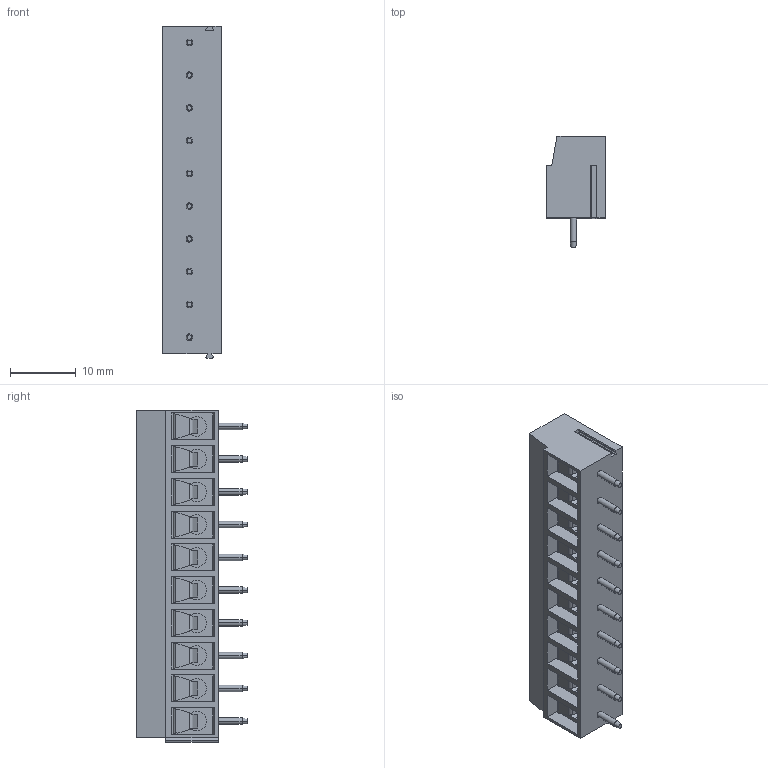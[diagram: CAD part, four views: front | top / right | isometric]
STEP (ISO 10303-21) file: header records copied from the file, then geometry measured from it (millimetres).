
FILE_DESCRIPTION((''),'2;1');
FILE_NAME('PRT0050','2024-10-19T',('yanfa'),(''),'PRO/ENGINEER BY PARAMETRIC TECHNOLOGY CORPORATION, 2009280','PRO/ENGINEER BY PARAMETRIC TECHNOLOGY CORPORATION, 2009280','');
FILE_SCHEMA(('AUTOMOTIVE_DESIGN_CC2 { 1 2 10303 214 -1 1 5 2 }'));
Length unit declared in the file: millimetre
Products named in the file (1): PRT0050
Bounding box: 9 x 17 x 50.68 mm (x, y, z)
Volume: 4346.7 mm3; surface area: 4362.5 mm2
Topology: 1 solids, 1 shells, 684 faces, 1796 edges, 1164 vertices
Faces by surface type: plane 346, cylinder 198, extrusion 60, cone 60, torus 20
Entity records: 21825 total; most frequent: CARTESIAN_POINT 4946, ORIENTED_EDGE 3592, DIRECTION 3360, EDGE_CURVE 1796, VERTEX_POINT 1164, VECTOR 1120, AXIS2_PLACEMENT_3D 1120, LINE 1060
